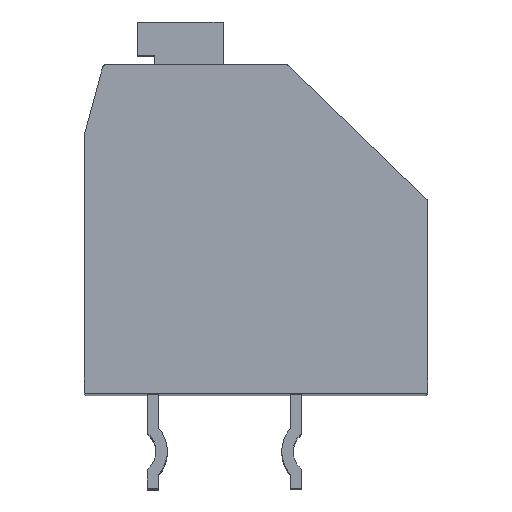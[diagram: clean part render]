
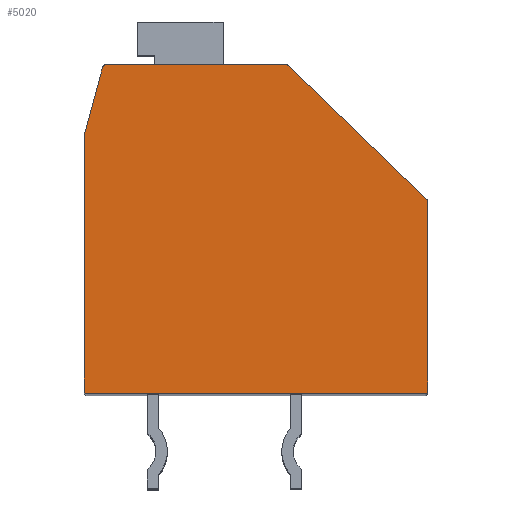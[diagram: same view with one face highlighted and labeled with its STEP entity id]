
A CAD part, top view. The second image highlights one B-rep face of the part: STEP entity #5020.
In plain terms, the highlighted planar face has unit normal (0, 0, 1).
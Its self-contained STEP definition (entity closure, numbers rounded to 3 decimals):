
#311=CARTESIAN_POINT('',(5.9,0.978,2.75));
#312=DIRECTION('',(0.,0.,1.));
#313=DIRECTION('',(1.,0.,0.));
#314=AXIS2_PLACEMENT_3D('',#311,#312,#313);
#316=DIRECTION('',(0.,1.,0.));
#317=VECTOR('',#316,6.628);
#318=CARTESIAN_POINT('',(6.,-5.65,2.75));
#319=LINE('',#318,#317);
#320=CARTESIAN_POINT('',(5.9,-5.65,2.75));
#321=DIRECTION('',(0.,0.,1.));
#322=DIRECTION('',(0.,-1.,0.));
#323=AXIS2_PLACEMENT_3D('',#320,#321,#322);
#325=DIRECTION('',(1.,0.,0.));
#326=VECTOR('',#325,11.8);
#327=CARTESIAN_POINT('',(-5.9,-5.75,2.75));
#328=LINE('',#327,#326);
#329=CARTESIAN_POINT('',(-5.9,-5.65,2.75));
#330=DIRECTION('',(0.,0.,1.));
#331=DIRECTION('',(-1.,0.,0.));
#332=AXIS2_PLACEMENT_3D('',#329,#330,#331);
#334=DIRECTION('',(0.,-1.,0.));
#335=VECTOR('',#334,8.937);
#336=CARTESIAN_POINT('',(-6.,3.287,2.75));
#337=LINE('',#336,#335);
#338=CARTESIAN_POINT('',(-5.9,3.287,2.75));
#339=DIRECTION('',(0.,0.,-1.));
#340=DIRECTION('',(-1.,0.,0.));
#341=AXIS2_PLACEMENT_3D('',#338,#339,#340);
#343=DIRECTION('',(-0.26,-0.966,0.));
#344=VECTOR('',#343,2.447);
#345=CARTESIAN_POINT('',(-5.36,5.676,2.75));
#346=LINE('',#345,#344);
#347=CARTESIAN_POINT('',(-5.263,5.65,2.75));
#348=DIRECTION('',(0.,0.,1.));
#349=DIRECTION('',(0.,1.,0.));
#350=AXIS2_PLACEMENT_3D('',#347,#348,#349);
#352=DIRECTION('',(-1.,0.,0.));
#353=VECTOR('',#352,6.323);
#354=CARTESIAN_POINT('',(1.06,5.75,2.75));
#355=LINE('',#354,#353);
#356=CARTESIAN_POINT('',(1.06,5.65,2.75));
#357=DIRECTION('',(0.,0.,1.));
#358=DIRECTION('',(0.695,0.719,0.));
#359=AXIS2_PLACEMENT_3D('',#356,#357,#358);
#361=DIRECTION('',(-0.719,0.695,0.));
#362=VECTOR('',#361,6.728);
#363=CARTESIAN_POINT('',(5.969,1.049,2.75));
#364=LINE('',#363,#362);
#3661=CARTESIAN_POINT('',(6.,0.978,2.75));
#3662=VERTEX_POINT('',#3661);
#3663=CARTESIAN_POINT('',(5.969,1.049,2.75));
#3664=VERTEX_POINT('',#3663);
#3669=CARTESIAN_POINT('',(5.9,-5.75,2.75));
#3670=VERTEX_POINT('',#3669);
#3671=CARTESIAN_POINT('',(6.,-5.65,2.75));
#3672=VERTEX_POINT('',#3671);
#3677=CARTESIAN_POINT('',(1.129,5.722,2.75));
#3678=CARTESIAN_POINT('',(1.06,5.75,2.75));
#3679=VERTEX_POINT('',#3677);
#3680=VERTEX_POINT('',#3678);
#3681=CARTESIAN_POINT('',(-5.263,5.75,2.75));
#3682=CARTESIAN_POINT('',(-5.36,5.676,2.75));
#3683=VERTEX_POINT('',#3681);
#3684=VERTEX_POINT('',#3682);
#3689=CARTESIAN_POINT('',(-6.,3.287,2.75));
#3691=VERTEX_POINT('',#3689);
#3695=CARTESIAN_POINT('',(-5.997,3.313,2.75));
#3696=VERTEX_POINT('',#3695);
#3701=CARTESIAN_POINT('',(-6.,-5.65,2.75));
#3702=VERTEX_POINT('',#3701);
#3703=CARTESIAN_POINT('',(-5.9,-5.75,2.75));
#3704=VERTEX_POINT('',#3703);
#4998=CARTESIAN_POINT('',(0.,0.,2.75));
#4999=DIRECTION('',(0.,0.,1.));
#5000=DIRECTION('',(1.,0.,0.));
#5001=AXIS2_PLACEMENT_3D('',#4998,#4999,#5000);
#5002=PLANE('',#5001);
#5003=ORIENTED_EDGE('',*,*,#4739,.F.);
#5004=ORIENTED_EDGE('',*,*,#4755,.F.);
#5005=ORIENTED_EDGE('',*,*,#4768,.F.);
#5006=ORIENTED_EDGE('',*,*,#4783,.F.);
#5007=ORIENTED_EDGE('',*,*,#4936,.F.);
#5008=ORIENTED_EDGE('',*,*,#4949,.F.);
#5009=ORIENTED_EDGE('',*,*,#4965,.T.);
#5010=ORIENTED_EDGE('',*,*,#4977,.F.);
#5011=ORIENTED_EDGE('',*,*,#4989,.F.);
#5013=ORIENTED_EDGE('',*,*,#5012,.F.);
#5015=ORIENTED_EDGE('',*,*,#5014,.F.);
#5017=ORIENTED_EDGE('',*,*,#5016,.F.);
#5018=EDGE_LOOP('',(#5003,#5004,#5005,#5006,#5007,#5008,#5009,#5010,#5011,#5013,
#5015,#5017));
#5019=FACE_OUTER_BOUND('',#5018,.F.);
#5020=ADVANCED_FACE('',(#5019),#5002,.T.);
#315=CIRCLE('',#314,0.1);
#324=CIRCLE('',#323,0.1);
#333=CIRCLE('',#332,0.1);
#342=CIRCLE('',#341,0.1);
#351=CIRCLE('',#350,0.1);
#360=CIRCLE('',#359,0.1);
#4739=EDGE_CURVE('',#3662,#3664,#315,.T.);
#4755=EDGE_CURVE('',#3672,#3662,#319,.T.);
#4768=EDGE_CURVE('',#3670,#3672,#324,.T.);
#4783=EDGE_CURVE('',#3704,#3670,#328,.T.);
#4936=EDGE_CURVE('',#3702,#3704,#333,.T.);
#4949=EDGE_CURVE('',#3691,#3702,#337,.T.);
#4965=EDGE_CURVE('',#3691,#3696,#342,.T.);
#4977=EDGE_CURVE('',#3684,#3696,#346,.T.);
#4989=EDGE_CURVE('',#3683,#3684,#351,.T.);
#5012=EDGE_CURVE('',#3680,#3683,#355,.T.);
#5014=EDGE_CURVE('',#3679,#3680,#360,.T.);
#5016=EDGE_CURVE('',#3664,#3679,#364,.T.);
